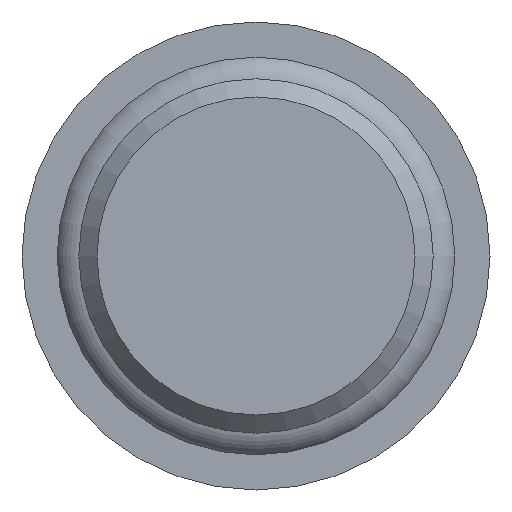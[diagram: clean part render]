
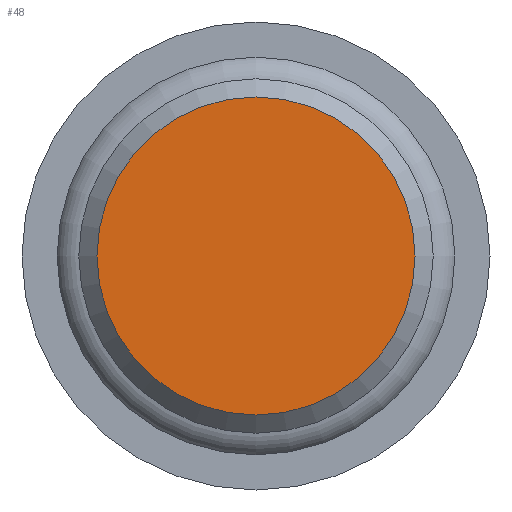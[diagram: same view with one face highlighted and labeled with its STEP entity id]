
A CAD part, front view. The second image highlights one B-rep face of the part: STEP entity #48.
In plain terms, the highlighted planar face has unit normal (0, -1, 0).
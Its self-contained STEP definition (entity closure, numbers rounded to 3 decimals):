
#48 = ADVANCED_FACE( '', ( #113 ), #114, .F. );
#113 = FACE_OUTER_BOUND( '', #202, .T. );
#114 = PLANE( '', #203 );
#202 = EDGE_LOOP( '', ( #285 ) );
#203 = AXIS2_PLACEMENT_3D( '', #286, #287, #288 );
#285 = ORIENTED_EDGE( '', *, *, #449, .T. );
#286 = CARTESIAN_POINT( '', ( 7.475, -11., 0. ) );
#287 = DIRECTION( '', ( 0., 1., 0. ) );
#288 = DIRECTION( '', ( 0., 0., 1. ) );
#449 = EDGE_CURVE( '', #507, #507, #508, .T. );
#507 = VERTEX_POINT( '', #587 );
#508 = CIRCLE( '', #588, 7.475 );
#587 = CARTESIAN_POINT( '', ( 0., -11., -7.475 ) );
#588 = AXIS2_PLACEMENT_3D( '', #744, #745, #746 );
#744 = CARTESIAN_POINT( '', ( 0., -11., 0. ) );
#745 = DIRECTION( '', ( 0., -1., 0. ) );
#746 = DIRECTION( '', ( 0., 0., -1. ) );
